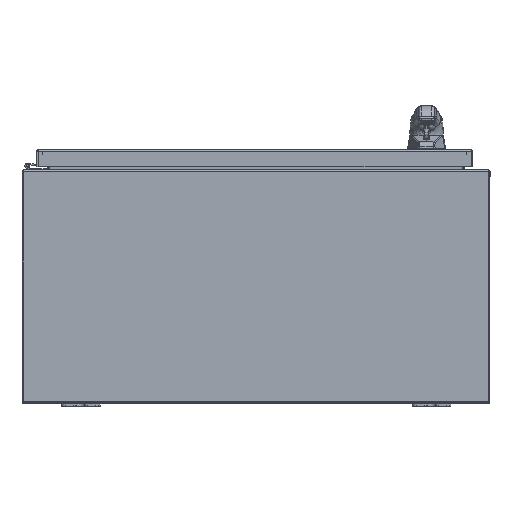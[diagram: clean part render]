
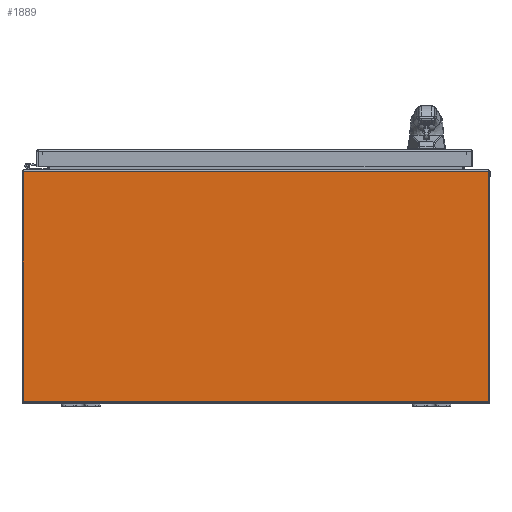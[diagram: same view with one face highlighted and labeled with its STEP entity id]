
A CAD part, front view. The second image highlights one B-rep face of the part: STEP entity #1889.
In plain terms, the highlighted planar face has unit normal (0, -1, 0).
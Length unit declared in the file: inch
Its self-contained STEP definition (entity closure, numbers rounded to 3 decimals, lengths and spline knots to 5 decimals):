
#1016 = ORIENTED_EDGE ( 'NONE', *, *, #26341, .T. ) ;
#1048 = VERTEX_POINT ( 'NONE', #85923 ) ;
#1889 = ADVANCED_FACE ( 'NONE', ( #41757 ), #20770, .F. ) ;
#2534 = VECTOR ( 'NONE', #90829, 39.37008 ) ;
#5308 = LINE ( 'NONE', #81786, #2534 ) ;
#6477 = DIRECTION ( 'NONE',  ( -1., 0., 0. ) ) ;
#7385 = VERTEX_POINT ( 'NONE', #55979 ) ;
#7456 = LINE ( 'NONE', #28911, #52099 ) ;
#12210 = EDGE_CURVE ( 'NONE', #24706, #107436, #15556, .T. ) ;
#15556 = LINE ( 'NONE', #69782, #84082 ) ;
#15793 = CARTESIAN_POINT ( 'NONE',  ( 11.963, -12., 11.89475 ) ) ;
#16031 = LINE ( 'NONE', #96962, #87391 ) ;
#19252 = DIRECTION ( 'NONE',  ( 1., 0., 0. ) ) ;
#19390 = DIRECTION ( 'NONE',  ( 0., 1., 0. ) ) ;
#19488 = CARTESIAN_POINT ( 'NONE',  ( 0., -12., 6.00948 ) ) ;
#20002 = DIRECTION ( 'NONE',  ( 0., 0., -1. ) ) ;
#20770 = PLANE ( 'NONE',  #54912 ) ;
#21653 = CIRCLE ( 'NONE', #96272, 0.07 ) ;
#22137 = VERTEX_POINT ( 'NONE', #113955 ) ;
#23827 = DIRECTION ( 'NONE',  ( -1., 0., 0. ) ) ;
#24706 = VERTEX_POINT ( 'NONE', #59256 ) ;
#25598 = ORIENTED_EDGE ( 'NONE', *, *, #12210, .T. ) ;
#26341 = EDGE_CURVE ( 'NONE', #107436, #7385, #113121, .T. ) ;
#28834 = CARTESIAN_POINT ( 'NONE',  ( -11.91495, -12., 11.89475 ) ) ;
#28911 = CARTESIAN_POINT ( 'NONE',  ( 11.963, -12., 11.89475 ) ) ;
#29229 = DIRECTION ( 'NONE',  ( -1., 0., 0. ) ) ;
#29622 = DIRECTION ( 'NONE',  ( 0., 1., 0. ) ) ;
#35443 = CARTESIAN_POINT ( 'NONE',  ( 11.88277, -12., 0.10525 ) ) ;
#41757 = FACE_OUTER_BOUND ( 'NONE', #73282, .T. ) ;
#52099 = VECTOR ( 'NONE', #20002, 39.37008 ) ;
#52289 = CARTESIAN_POINT ( 'NONE',  ( -11.91495, -12., 11.89475 ) ) ;
#54855 = VERTEX_POINT ( 'NONE', #81390 ) ;
#54912 = AXIS2_PLACEMENT_3D ( 'NONE', #19488, #19390, #19252 ) ;
#55586 = EDGE_CURVE ( 'NONE', #22137, #24706, #21653, .T. ) ;
#55979 = CARTESIAN_POINT ( 'NONE',  ( 11.963, -12., 0.12745 ) ) ;
#58227 = ORIENTED_EDGE ( 'NONE', *, *, #55586, .T. ) ;
#59256 = CARTESIAN_POINT ( 'NONE',  ( -11.88277, -12., 0.10525 ) ) ;
#59923 = ORIENTED_EDGE ( 'NONE', *, *, #60719, .F. ) ;
#60719 = EDGE_CURVE ( 'NONE', #1048, #7385, #7456, .T. ) ;
#64026 = LINE ( 'NONE', #28834, #108984 ) ;
#66060 = EDGE_CURVE ( 'NONE', #22137, #54855, #5308, .T. ) ;
#68533 = AXIS2_PLACEMENT_3D ( 'NONE', #102150, #102318, #102548 ) ;
#69782 = CARTESIAN_POINT ( 'NONE',  ( -11.88277, -12., 0.10525 ) ) ;
#73012 = DIRECTION ( 'NONE',  ( 1., 0., 0. ) ) ;
#73282 = EDGE_LOOP ( 'NONE', ( #113911, #92259, #85694, #82365, #58227, #25598, #1016, #59923 ) ) ;
#75347 = VERTEX_POINT ( 'NONE', #101694 ) ;
#80147 = VECTOR ( 'NONE', #6477, 39.37008 ) ;
#81390 = CARTESIAN_POINT ( 'NONE',  ( -11.963, -12., 11.89475 ) ) ;
#81786 = CARTESIAN_POINT ( 'NONE',  ( -11.963, -12., 0.12745 ) ) ;
#82365 = ORIENTED_EDGE ( 'NONE', *, *, #66060, .F. ) ;
#83234 = CARTESIAN_POINT ( 'NONE',  ( -11.93789, -12., 0.06211 ) ) ;
#83882 = EDGE_CURVE ( 'NONE', #1048, #75347, #106870, .T. ) ;
#84082 = VECTOR ( 'NONE', #73012, 39.37008 ) ;
#85694 = ORIENTED_EDGE ( 'NONE', *, *, #105738, .T. ) ;
#85923 = CARTESIAN_POINT ( 'NONE',  ( 11.963, -12., 11.89475 ) ) ;
#87391 = VECTOR ( 'NONE', #23827, 39.37008 ) ;
#90829 = DIRECTION ( 'NONE',  ( 0., 0., 1. ) ) ;
#92259 = ORIENTED_EDGE ( 'NONE', *, *, #97849, .T. ) ;
#92269 = DIRECTION ( 'NONE',  ( 1., 0., 0. ) ) ;
#96272 = AXIS2_PLACEMENT_3D ( 'NONE', #83234, #29622, #92269 ) ;
#96962 = CARTESIAN_POINT ( 'NONE',  ( 11.91495, -12., 11.89475 ) ) ;
#97849 = EDGE_CURVE ( 'NONE', #75347, #113842, #16031, .T. ) ;
#101694 = CARTESIAN_POINT ( 'NONE',  ( 11.91495, -12., 11.89475 ) ) ;
#102150 = CARTESIAN_POINT ( 'NONE',  ( 11.93789, -12., 0.06211 ) ) ;
#102318 = DIRECTION ( 'NONE',  ( 0., 1., 0. ) ) ;
#102548 = DIRECTION ( 'NONE',  ( 1., 0., 0. ) ) ;
#105738 = EDGE_CURVE ( 'NONE', #113842, #54855, #64026, .T. ) ;
#106870 = LINE ( 'NONE', #15793, #80147 ) ;
#107436 = VERTEX_POINT ( 'NONE', #35443 ) ;
#108984 = VECTOR ( 'NONE', #29229, 39.37008 ) ;
#113121 = CIRCLE ( 'NONE', #68533, 0.07 ) ;
#113842 = VERTEX_POINT ( 'NONE', #52289 ) ;
#113911 = ORIENTED_EDGE ( 'NONE', *, *, #83882, .T. ) ;
#113955 = CARTESIAN_POINT ( 'NONE',  ( -11.963, -12., 0.12745 ) ) ;
